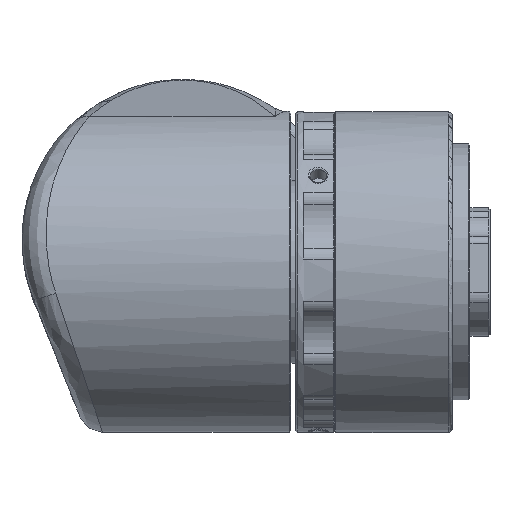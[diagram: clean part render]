
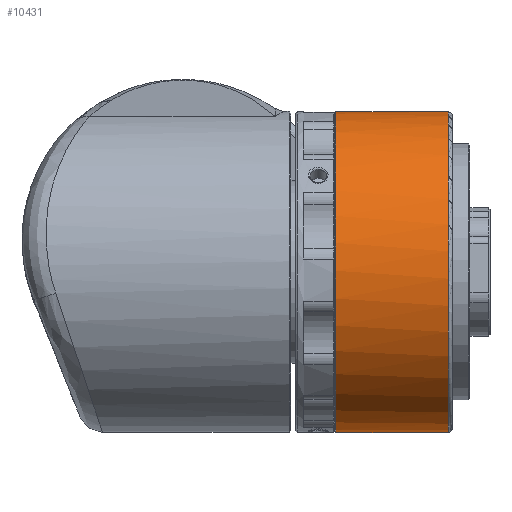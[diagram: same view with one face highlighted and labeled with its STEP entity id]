
A CAD part, top view. The second image highlights one B-rep face of the part: STEP entity #10431.
In plain terms, the highlighted cylindrical face has radius 20 mm (diameter 40 mm), a full revolution.
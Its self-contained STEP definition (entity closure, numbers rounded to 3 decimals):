
#576 = EDGE_CURVE ( 'NONE', #13938, #13938, #8359, .T. ) ;
#731 = CIRCLE ( 'NONE', #8163, 20. ) ;
#732 = ORIENTED_EDGE ( 'NONE', *, *, #2200, .T. ) ;
#939 = AXIS2_PLACEMENT_3D ( 'NONE', #9105, #1293, #9501 ) ;
#1203 = CARTESIAN_POINT ( 'NONE',  ( 14.142, 14.142, -19.2 ) ) ;
#1293 = DIRECTION ( 'NONE',  ( 0., 0., -1. ) ) ;
#2200 = EDGE_CURVE ( 'NONE', #3817, #3817, #731, .T. ) ;
#3110 = DIRECTION ( 'NONE',  ( 0., 0., 1. ) ) ;
#3289 = CARTESIAN_POINT ( 'NONE',  ( -20., 0., -5.2 ) ) ;
#3817 = VERTEX_POINT ( 'NONE', #1203 ) ;
#4017 = FACE_OUTER_BOUND ( 'NONE', #7354, .T. ) ;
#5185 = DIRECTION ( 'NONE',  ( 0.707, 0.707, 0. ) ) ;
#5232 = CARTESIAN_POINT ( 'NONE',  ( 0., 0., -19.2 ) ) ;
#5412 = CYLINDRICAL_SURFACE ( 'NONE', #7226, 20. ) ;
#7226 = AXIS2_PLACEMENT_3D ( 'NONE', #14789, #10137, #5185 ) ;
#7354 = EDGE_LOOP ( 'NONE', ( #12633 ) ) ;
#8163 = AXIS2_PLACEMENT_3D ( 'NONE', #5232, #3110, #13466 ) ;
#8359 = CIRCLE ( 'NONE', #939, 20. ) ;
#9105 = CARTESIAN_POINT ( 'NONE',  ( 0., 0., -5.2 ) ) ;
#9501 = DIRECTION ( 'NONE',  ( -1., 0., 0. ) ) ;
#10137 = DIRECTION ( 'NONE',  ( 0., 0., -1. ) ) ;
#10431 = ADVANCED_FACE ( 'NONE', ( #11243, #4017 ), #5412, .T. ) ;
#11243 = FACE_OUTER_BOUND ( 'NONE', #13340, .T. ) ;
#12633 = ORIENTED_EDGE ( 'NONE', *, *, #576, .T. ) ;
#13340 = EDGE_LOOP ( 'NONE', ( #732 ) ) ;
#13466 = DIRECTION ( 'NONE',  ( 0.707, 0.707, 0. ) ) ;
#13938 = VERTEX_POINT ( 'NONE', #3289 ) ;
#14789 = CARTESIAN_POINT ( 'NONE',  ( 0., 0., -21.4 ) ) ;
